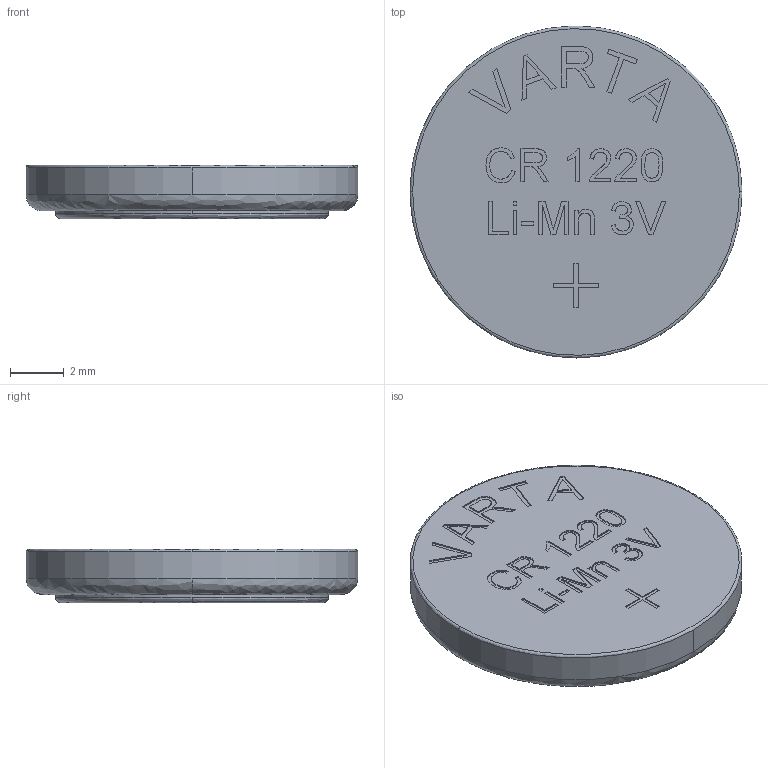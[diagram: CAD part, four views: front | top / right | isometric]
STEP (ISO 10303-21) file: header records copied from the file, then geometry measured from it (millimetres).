
FILE_DESCRIPTION (( 'STEP AP214' ), '1' );
FILE_NAME ('User Library-CR1220-2.STEP', '2020-08-07T01:59:35', ( '' ), ( '' ), 'SwSTEP 2.0', 'SolidWorks 2020', '' );
FILE_SCHEMA (( 'AUTOMOTIVE_DESIGN' ));
Length unit declared in the file: millimetre
Products named in the file (4): refine_Revolution001; Cut003; User Library-CR1220-2; refine_Cut001
Assembly tree (3 placements, depth 2):
  User Library-CR1220-2
    refine_Revolution001
    Cut003
    refine_Cut001
Bounding box: 12.4 x 12.4 x 2 mm (x, y, z)
Volume: 230.4 mm3; surface area: 457.4 mm2
Topology: 22 solids, 22 shells, 674 faces, 1812 edges, 1208 vertices
Faces by surface type: plane 340, bspline 324, cylinder 10
Entity records: 26739 total; most frequent: CARTESIAN_POINT 7720, ORIENTED_EDGE 3624, DIRECTION 1918, EDGE_CURVE 1812, VERTEX_POINT 1208, VECTOR 1138, LINE 1138, EDGE_LOOP 712
